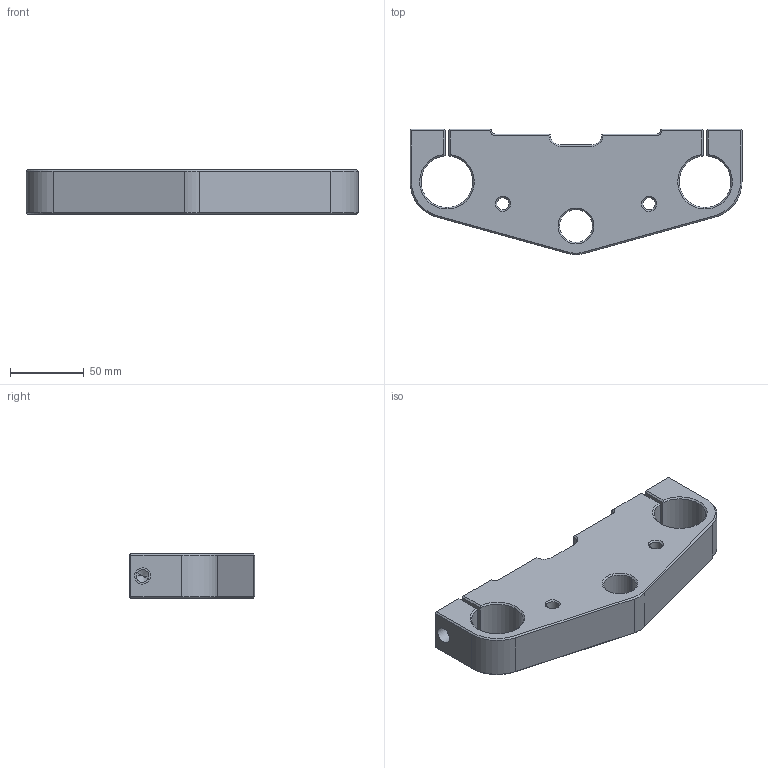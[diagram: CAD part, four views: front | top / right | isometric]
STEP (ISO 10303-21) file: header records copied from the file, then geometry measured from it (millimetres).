
FILE_DESCRIPTION(('CATIA V5 STEP Exchange'),'2;1');
FILE_NAME('Te de fourche QM125GY.stp','2024-08-23T07:12:15+00:00',('none'),('none'),'CATIA Version 5 Release 19 SP 2 (IN-10)','CATIA V5 STEP AP203','none');
FILE_SCHEMA(('CONFIG_CONTROL_DESIGN'));
Length unit declared in the file: millimetre
Products named in the file (1): Té de fourche QM125GY
Bounding box: 224.9 x 84.95 x 30 mm (x, y, z)
Volume: 364694.2 mm3; surface area: 56148.8 mm2
Topology: 1 solids, 1 shells, 139 faces, 338 edges, 203 vertices
Faces by surface type: plane 66, cone 44, cylinder 29
Entity records: 3768 total; most frequent: CARTESIAN_POINT 743, ORIENTED_EDGE 660, DIRECTION 504, EDGE_CURVE 330, AXIS2_PLACEMENT_3D 212, VERTEX_POINT 198, VECTOR 176, LINE 176
